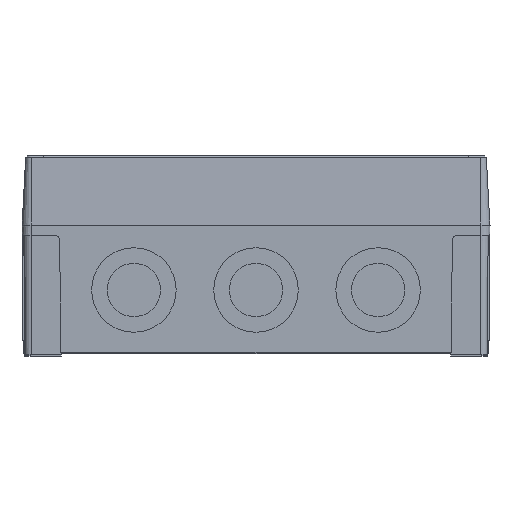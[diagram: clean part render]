
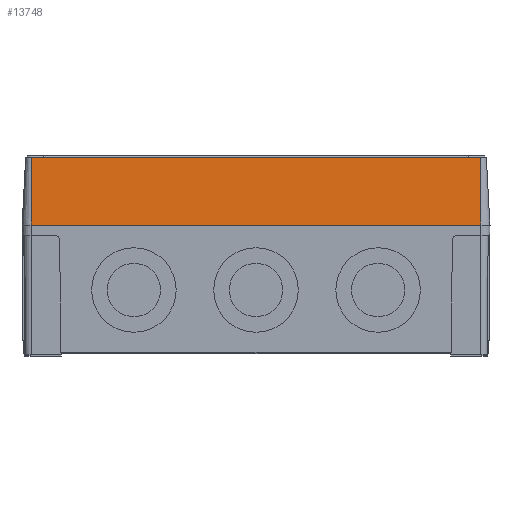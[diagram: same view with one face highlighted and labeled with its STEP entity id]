
A CAD part, top view. The second image highlights one B-rep face of the part: STEP entity #13748.
In plain terms, the highlighted planar face has unit normal (0, 0.052, 0.999).
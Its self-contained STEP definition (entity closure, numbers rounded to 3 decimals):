
#366 = CARTESIAN_POINT ( 'NONE',  ( -86.5, 25.967, 126.139 ) ) ;
#1043 = VECTOR ( 'NONE', #2952, 1000. ) ;
#1252 = LINE ( 'NONE', #11976, #5431 ) ;
#1544 = LINE ( 'NONE', #16317, #1043 ) ;
#2146 = VECTOR ( 'NONE', #11460, 1000. ) ;
#2509 = EDGE_CURVE ( 'NONE', #12814, #15250, #9439, .T. ) ;
#2659 = EDGE_CURVE ( 'NONE', #13733, #11065, #4598, .T. ) ;
#2952 = DIRECTION ( 'NONE',  ( 0., -0.999, 0.052 ) ) ;
#3021 = DIRECTION ( 'NONE',  ( 1., 0., 0. ) ) ;
#3997 = PLANE ( 'NONE',  #10848 ) ;
#4076 = CARTESIAN_POINT ( 'NONE',  ( -86.5, 0., 127.5 ) ) ;
#4466 = ORIENTED_EDGE ( 'NONE', *, *, #2509, .T. ) ;
#4528 = CARTESIAN_POINT ( 'NONE',  ( -86.5, 25.967, 126.139 ) ) ;
#4598 = LINE ( 'NONE', #366, #2146 ) ;
#4629 = FACE_OUTER_BOUND ( 'NONE', #9363, .T. ) ;
#5431 = VECTOR ( 'NONE', #17347, 1000. ) ;
#7598 = CARTESIAN_POINT ( 'NONE',  ( 86.5, 0., 127.5 ) ) ;
#9303 = ORIENTED_EDGE ( 'NONE', *, *, #10086, .F. ) ;
#9363 = EDGE_LOOP ( 'NONE', ( #9303, #14341, #14617, #4466 ) ) ;
#9439 = LINE ( 'NONE', #10933, #10838 ) ;
#10086 = EDGE_CURVE ( 'NONE', #13733, #15250, #1252, .T. ) ;
#10838 = VECTOR ( 'NONE', #3021, 1000. ) ;
#10848 = AXIS2_PLACEMENT_3D ( 'NONE', #16039, #14371, #14625 ) ;
#10933 = CARTESIAN_POINT ( 'NONE',  ( -86.5, 0., 127.5 ) ) ;
#11065 = VERTEX_POINT ( 'NONE', #4528 ) ;
#11460 = DIRECTION ( 'NONE',  ( -1., 0., 0. ) ) ;
#11976 = CARTESIAN_POINT ( 'NONE',  ( 86.5, 0., 127.5 ) ) ;
#12814 = VERTEX_POINT ( 'NONE', #4076 ) ;
#13733 = VERTEX_POINT ( 'NONE', #16863 ) ;
#13748 = ADVANCED_FACE ( 'NONE', ( #4629 ), #3997, .T. ) ;
#14341 = ORIENTED_EDGE ( 'NONE', *, *, #2659, .T. ) ;
#14371 = DIRECTION ( 'NONE',  ( 0., 0.052, 0.999 ) ) ;
#14617 = ORIENTED_EDGE ( 'NONE', *, *, #15999, .T. ) ;
#14625 = DIRECTION ( 'NONE',  ( 0., -0.999, 0.052 ) ) ;
#15250 = VERTEX_POINT ( 'NONE', #7598 ) ;
#15999 = EDGE_CURVE ( 'NONE', #11065, #12814, #1544, .T. ) ;
#16039 = CARTESIAN_POINT ( 'NONE',  ( -86.5, 0., 127.5 ) ) ;
#16317 = CARTESIAN_POINT ( 'NONE',  ( -86.5, 0., 127.5 ) ) ;
#16863 = CARTESIAN_POINT ( 'NONE',  ( 86.5, 25.967, 126.139 ) ) ;
#17347 = DIRECTION ( 'NONE',  ( 0., -0.999, 0.052 ) ) ;
